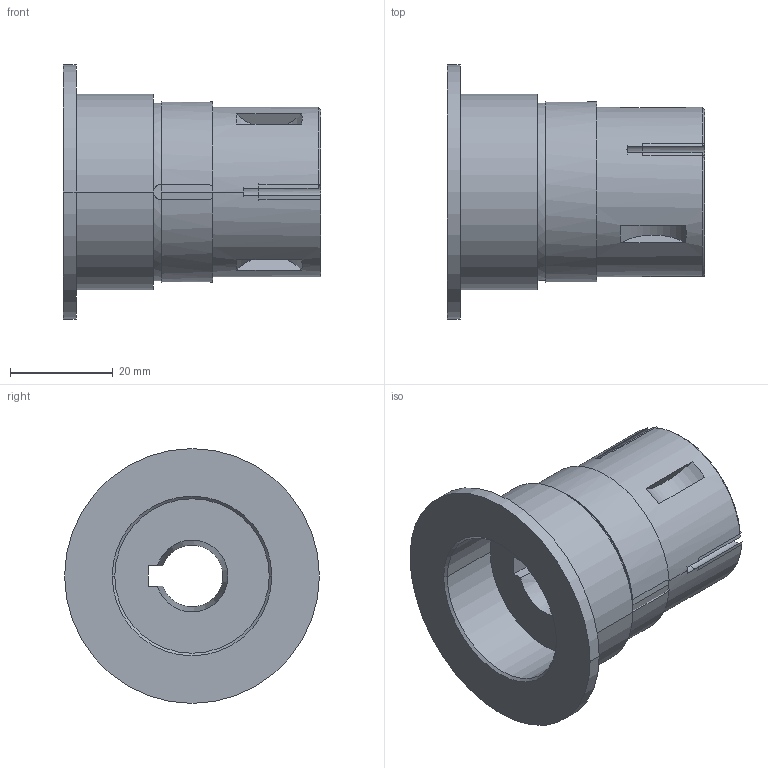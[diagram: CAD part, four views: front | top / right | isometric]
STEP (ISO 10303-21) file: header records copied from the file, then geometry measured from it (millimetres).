
FILE_DESCRIPTION((''),'2;1');
FILE_NAME('MOYEU1','2020-05-05T',('jf'),(''),'PRO/ENGINEER BY PARAMETRIC TECHNOLOGY CORPORATION, 2008230','PRO/ENGINEER BY PARAMETRIC TECHNOLOGY CORPORATION, 2008230','');
FILE_SCHEMA(('CONFIG_CONTROL_DESIGN'));
Length unit declared in the file: millimetre
Products named in the file (1): MOYEU1
Bounding box: 50 x 49.5 x 49.5 mm (x, y, z)
Volume: 27994.3 mm3; surface area: 15712.1 mm2
Topology: 1 solids, 6 shells, 70 faces, 189 edges, 127 vertices
Faces by surface type: cylinder 31, plane 26, cone 13
Entity records: 2300 total; most frequent: CARTESIAN_POINT 493, DIRECTION 392, ORIENTED_EDGE 334, EDGE_CURVE 183, AXIS2_PLACEMENT_3D 162, VERTEX_POINT 127, CIRCLE 91, EDGE_LOOP 81
